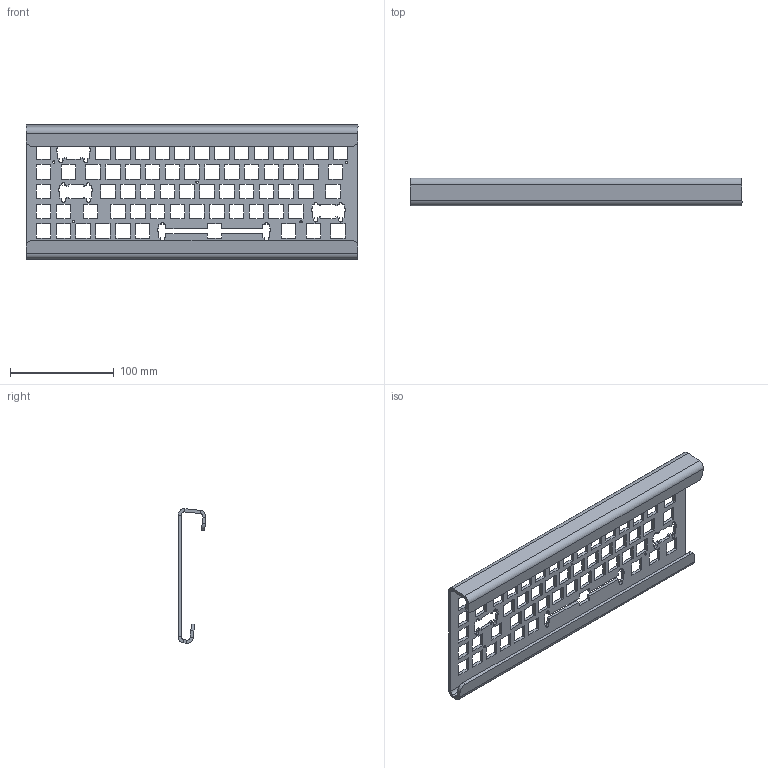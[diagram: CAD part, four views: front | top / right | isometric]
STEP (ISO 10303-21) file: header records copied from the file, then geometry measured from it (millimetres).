
FILE_DESCRIPTION(/* description */ (''),/* implementation_level */ '2;1');
FILE_NAME(/* name */ 'Frame_v1.1.stp',/* time_stamp */ '2018-02-20T18:00:21-05:00',/* author */ ('ConnorDevitt'),/* organization */ (''),/* preprocessor_version */ 'ST-DEVELOPER v16.13',/* originating_system */ 'Autodesk Inventor 2018',/* authorisation */ '');
FILE_SCHEMA (('AUTOMOTIVE_DESIGN { 1 0 10303 214 3 1 1 }'));
Length unit declared in the file: inch
Products named in the file (1): Frame_v1.1
Bounding box: 319.45 x 26.93 x 129.43 mm (x, y, z)
Volume: 138570.6 mm3; surface area: 107000.8 mm2
Topology: 1 solids, 1 shells, 743 faces, 2191 edges, 1450 vertices
Faces by surface type: plane 436, cylinder 307
Full cylindrical faces by diameter (mm): 2.2 x5
Entity records: 25111 total; most frequent: CARTESIAN_POINT 4380, ORIENTED_EDGE 4372, DIRECTION 4288, EDGE_CURVE 2186, LINE 1572, VECTOR 1572, VERTEX_POINT 1450, AXIS2_PLACEMENT_3D 1358
